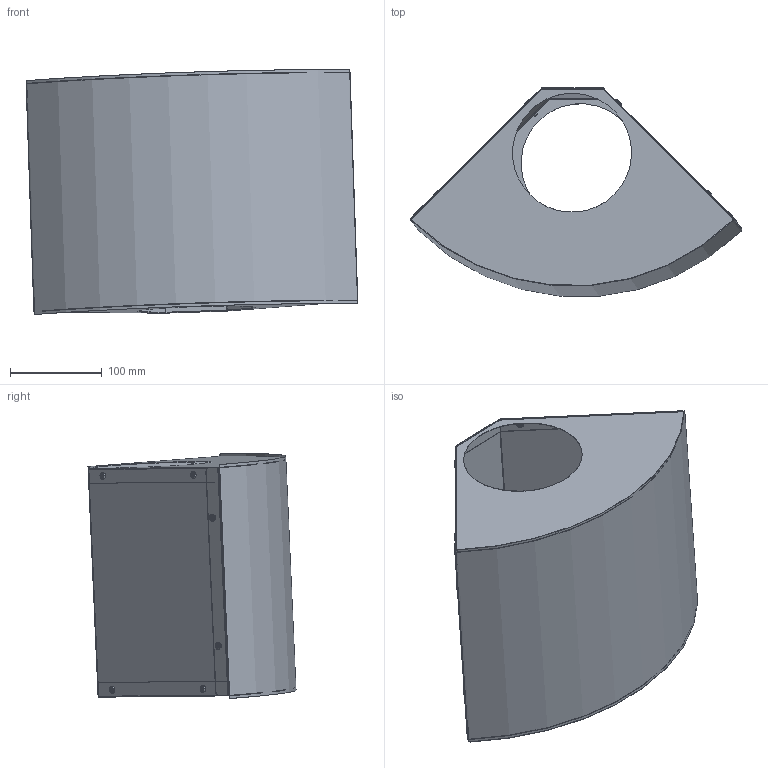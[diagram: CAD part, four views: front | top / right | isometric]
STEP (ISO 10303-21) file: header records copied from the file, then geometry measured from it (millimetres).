
FILE_DESCRIPTION((''),'2;1');
FILE_NAME('MK51004.stp','2014-03-05T15:11:41',(''),(''),'Autodesk Inventor 2013','Autodesk Inventor 2013','');
FILE_SCHEMA(('AUTOMOTIVE_DESIGN { 1 2 10303 214 0 1 1 1 }'));
Length unit declared in the file: millimetre
Products named in the file (5): MK51004; 115004; 115003; 115005; Blindnit-1661-ALST
Assembly tree (16 placements, depth 2):
  MK51004
    115004  x2
    115003
    115005
    Blindnit-1661-ALST  x12
Bounding box: 362.57 x 227.26 x 267.62 mm (x, y, z)
Volume: 156863.2 mm3; surface area: 627418 mm2
Topology: 16 solids, 16 shells, 358 faces, 736 edges, 446 vertices
Faces by surface type: plane 120, cylinder 106, torus 72, bspline 36, sphere 24
Full cylindrical faces by diameter (mm): 4.5 x20, 5 x4, 130 x2
Entity records: 3944 total; most frequent: CARTESIAN_POINT 919, DIRECTION 618, ORIENTED_EDGE 520, EDGE_CURVE 260, AXIS2_PLACEMENT_3D 240, EDGE_LOOP 191, VERTEX_POINT 167, VECTOR 138
